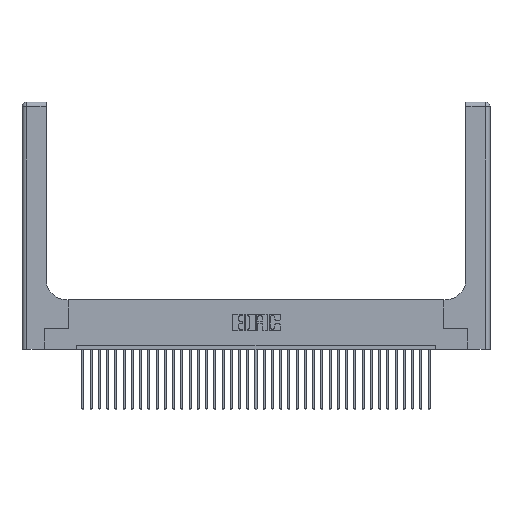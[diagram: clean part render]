
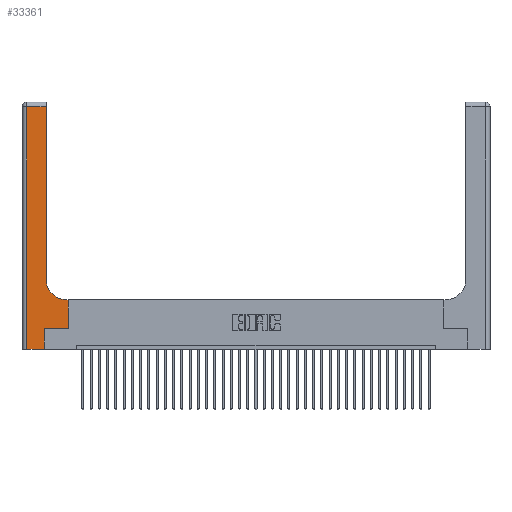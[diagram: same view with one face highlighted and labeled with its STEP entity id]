
A CAD part, top view. The second image highlights one B-rep face of the part: STEP entity #33361.
In plain terms, the highlighted planar face has unit normal (0, 0, 1).
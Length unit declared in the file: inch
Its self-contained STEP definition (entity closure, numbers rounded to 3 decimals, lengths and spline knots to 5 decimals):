
#583 = LINE ( 'NONE', #20861, #21864 ) ;
#1112 = LINE ( 'NONE', #36182, #15549 ) ;
#1264 = CARTESIAN_POINT ( 'NONE',  ( 0.269, 0.25, 0.37 ) ) ;
#1453 = VECTOR ( 'NONE', #32302, 39.37008 ) ;
#1672 = VERTEX_POINT ( 'NONE', #25190 ) ;
#2955 = CARTESIAN_POINT ( 'NONE',  ( 0.5585, 0.25, 0.37 ) ) ;
#3428 = LINE ( 'NONE', #18430, #25552 ) ;
#5005 = ORIENTED_EDGE ( 'NONE', *, *, #9957, .T. ) ;
#5801 = VERTEX_POINT ( 'NONE', #17833 ) ;
#6052 = VECTOR ( 'NONE', #30161, 39.37008 ) ;
#7348 = DIRECTION ( 'NONE',  ( -1., 0., 0. ) ) ;
#8297 = CARTESIAN_POINT ( 'NONE',  ( 0.269, 0., 0.37 ) ) ;
#8851 = ORIENTED_EDGE ( 'NONE', *, *, #36284, .T. ) ;
#9385 = VERTEX_POINT ( 'NONE', #21579 ) ;
#9518 = CARTESIAN_POINT ( 'NONE',  ( 0., 2.94, 0.37 ) ) ;
#9957 = EDGE_CURVE ( 'NONE', #18390, #31524, #13743, .T. ) ;
#10004 = CARTESIAN_POINT ( 'NONE',  ( 0.2915, 3., 0.37 ) ) ;
#10028 = VECTOR ( 'NONE', #23573, 39.37008 ) ;
#11379 = DIRECTION ( 'NONE',  ( 0., 0., -1. ) ) ;
#11709 = CARTESIAN_POINT ( 'NONE',  ( 0., 3., 0.37 ) ) ;
#12236 = CARTESIAN_POINT ( 'NONE',  ( 0.269, 0., 0.37 ) ) ;
#12805 = VERTEX_POINT ( 'NONE', #8297 ) ;
#12813 = DIRECTION ( 'NONE',  ( 0., -1., 0. ) ) ;
#13743 = LINE ( 'NONE', #1264, #6052 ) ;
#14141 = CARTESIAN_POINT ( 'NONE',  ( 0.5415, 0.85, 0.37 ) ) ;
#14946 = ORIENTED_EDGE ( 'NONE', *, *, #16390, .T. ) ;
#15549 = VECTOR ( 'NONE', #12813, 39.37008 ) ;
#16000 = EDGE_CURVE ( 'NONE', #12805, #18390, #25377, .T. ) ;
#16390 = EDGE_CURVE ( 'NONE', #9385, #21376, #30771, .T. ) ;
#16875 = EDGE_CURVE ( 'NONE', #1672, #9385, #32031, .T. ) ;
#17144 = LINE ( 'NONE', #24968, #30729 ) ;
#17408 = AXIS2_PLACEMENT_3D ( 'NONE', #11709, #32148, #23164 ) ;
#17833 = CARTESIAN_POINT ( 'NONE',  ( 0.5585, 0.6, 0.37 ) ) ;
#18390 = VERTEX_POINT ( 'NONE', #25066 ) ;
#18430 = CARTESIAN_POINT ( 'NONE',  ( 0.5585, 0.25, 0.37 ) ) ;
#19488 = LINE ( 'NONE', #9518, #10028 ) ;
#20736 = EDGE_CURVE ( 'NONE', #26758, #12805, #583, .T. ) ;
#20861 = CARTESIAN_POINT ( 'NONE',  ( 0., 0., 0.37 ) ) ;
#20899 = ORIENTED_EDGE ( 'NONE', *, *, #29474, .T. ) ;
#21376 = VERTEX_POINT ( 'NONE', #28118 ) ;
#21579 = CARTESIAN_POINT ( 'NONE',  ( 0.2915, 0.85, 0.37 ) ) ;
#21852 = DIRECTION ( 'NONE',  ( 1., 0., 0. ) ) ;
#21864 = VECTOR ( 'NONE', #23752, 39.37008 ) ;
#21922 = EDGE_LOOP ( 'NONE', ( #14946, #25511, #8851, #22970, #23461, #5005, #30961, #20899, #25450 ) ) ;
#22970 = ORIENTED_EDGE ( 'NONE', *, *, #20736, .T. ) ;
#23164 = DIRECTION ( 'NONE',  ( -1., 0., 0. ) ) ;
#23461 = ORIENTED_EDGE ( 'NONE', *, *, #16000, .T. ) ;
#23573 = DIRECTION ( 'NONE',  ( -1., 0., 0. ) ) ;
#23752 = DIRECTION ( 'NONE',  ( 1., 0., 0. ) ) ;
#24234 = DIRECTION ( 'NONE',  ( 0., 1., 0. ) ) ;
#24968 = CARTESIAN_POINT ( 'NONE',  ( 0.2915, 0.6, 0.37 ) ) ;
#25066 = CARTESIAN_POINT ( 'NONE',  ( 0.269, 0.25, 0.37 ) ) ;
#25190 = CARTESIAN_POINT ( 'NONE',  ( 0.5415, 0.6, 0.37 ) ) ;
#25377 = LINE ( 'NONE', #12236, #1453 ) ;
#25450 = ORIENTED_EDGE ( 'NONE', *, *, #16875, .T. ) ;
#25511 = ORIENTED_EDGE ( 'NONE', *, *, #28775, .T. ) ;
#25552 = VECTOR ( 'NONE', #24234, 39.37008 ) ;
#26274 = CARTESIAN_POINT ( 'NONE',  ( 0.06, 0., 0.37 ) ) ;
#26758 = VERTEX_POINT ( 'NONE', #26274 ) ;
#27286 = AXIS2_PLACEMENT_3D ( 'NONE', #14141, #11379, #21852 ) ;
#28069 = VECTOR ( 'NONE', #36138, 39.37008 ) ;
#28118 = CARTESIAN_POINT ( 'NONE',  ( 0.2915, 2.94, 0.37 ) ) ;
#28775 = EDGE_CURVE ( 'NONE', #21376, #30899, #19488, .T. ) ;
#29474 = EDGE_CURVE ( 'NONE', #5801, #1672, #17144, .T. ) ;
#30161 = DIRECTION ( 'NONE',  ( 1., 0., 0. ) ) ;
#30729 = VECTOR ( 'NONE', #7348, 39.37008 ) ;
#30771 = LINE ( 'NONE', #10004, #28069 ) ;
#30899 = VERTEX_POINT ( 'NONE', #34747 ) ;
#30961 = ORIENTED_EDGE ( 'NONE', *, *, #31871, .T. ) ;
#31317 = FACE_OUTER_BOUND ( 'NONE', #21922, .T. ) ;
#31524 = VERTEX_POINT ( 'NONE', #2955 ) ;
#31871 = EDGE_CURVE ( 'NONE', #31524, #5801, #3428, .T. ) ;
#32031 = CIRCLE ( 'NONE', #27286, 0.25 ) ;
#32148 = DIRECTION ( 'NONE',  ( 0., 0., -1. ) ) ;
#32302 = DIRECTION ( 'NONE',  ( 0., 1., 0. ) ) ;
#33361 = ADVANCED_FACE ( 'NONE', ( #31317 ), #34925, .F. ) ;
#34747 = CARTESIAN_POINT ( 'NONE',  ( 0.06, 2.94, 0.37 ) ) ;
#34925 = PLANE ( 'NONE',  #17408 ) ;
#36138 = DIRECTION ( 'NONE',  ( 0., 1., 0. ) ) ;
#36182 = CARTESIAN_POINT ( 'NONE',  ( 0.06, 3., 0.37 ) ) ;
#36284 = EDGE_CURVE ( 'NONE', #30899, #26758, #1112, .T. ) ;
